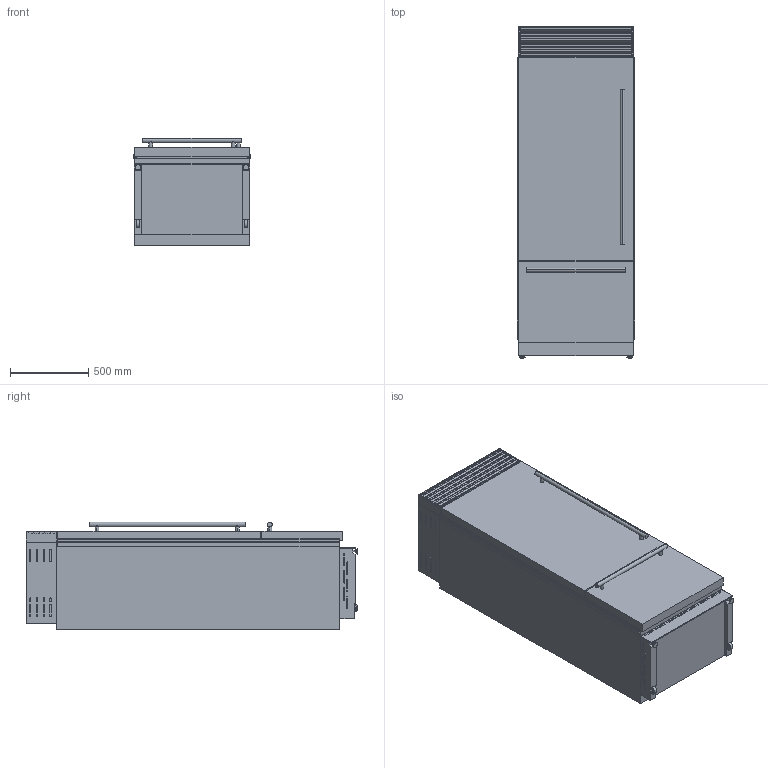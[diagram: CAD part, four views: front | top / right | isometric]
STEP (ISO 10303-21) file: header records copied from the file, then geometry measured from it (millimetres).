
FILE_DESCRIPTION (( 'STEP AP214' ), '1' );
FILE_NAME ('XS_749_0T_ST_6.STEP', '2017-07-13T10:56:28', ( '' ), ( '' ), 'SwSTEP 2.0', 'SolidWorks 2013', '' );
FILE_SCHEMA (( 'AUTOMOTIVE_DESIGN' ));
Length unit declared in the file: millimetre
Products named in the file (1): XS_749_0T_ST_6
Bounding box: 749 x 2120 x 688 mm (x, y, z)
Volume: 925181466.6 mm3; surface area: 11592959.3 mm2
Topology: 8 solids, 8 shells, 532 faces, 1397 edges, 918 vertices
Faces by surface type: plane 317, cylinder 199, torus 12, cone 4
Entity records: 16950 total; most frequent: CARTESIAN_POINT 3266, DIRECTION 2869, ORIENTED_EDGE 2794, EDGE_CURVE 1397, VECTOR 967, LINE 967, AXIS2_PLACEMENT_3D 951, VERTEX_POINT 918
